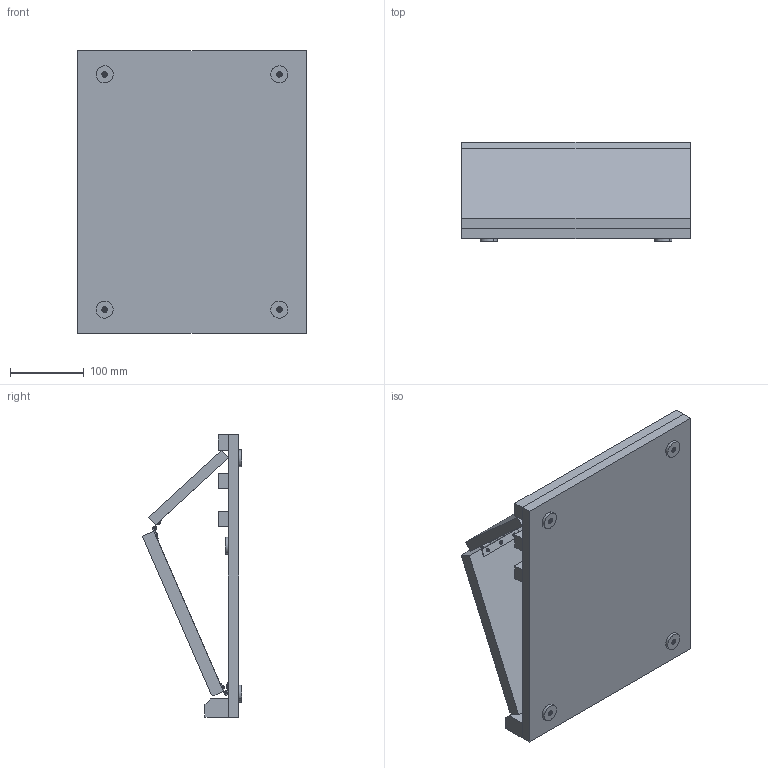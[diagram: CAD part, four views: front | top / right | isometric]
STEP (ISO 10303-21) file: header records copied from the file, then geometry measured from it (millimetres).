
FILE_DESCRIPTION(('FreeCAD Model'),'2;1');
FILE_NAME('Open CASCADE Shape Model','2025-04-29T08:51:53',('FreeCAD'),( 'FreeCAD'),'Open CASCADE STEP processor 7.6','FreeCAD','Unknown');
FILE_SCHEMA(('AUTOMOTIVE_DESIGN { 1 0 10303 214 1 1 1 1 }'));
Products named in the file (1): Open CASCADE STEP translator 7.6 1
Bounding box: 309.26 x 134.23 x 382.03 mm (x, y, z)
Volume: 3932258.1 mm3; surface area: 651308.3 mm2
Topology: 58 solids, 58 shells, 1949 faces, 5253 edges, 3246 vertices
Faces by surface type: bspline 1949
Entity records: 97519 total; most frequent: CARTESIAN_POINT 69215, ORIENTED_EDGE 10042, EDGE_CURVE 5021, VERTEX_POINT 3246, B_SPLINE_CURVE_WITH_KNOTS 3033, FACE_BOUND 2105, EDGE_LOOP 2105, ADVANCED_FACE 1949
